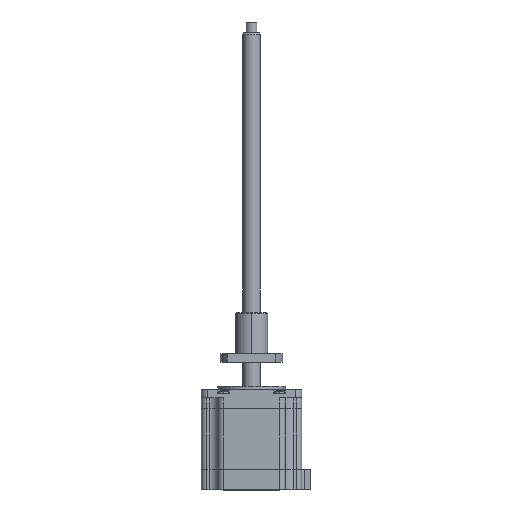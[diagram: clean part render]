
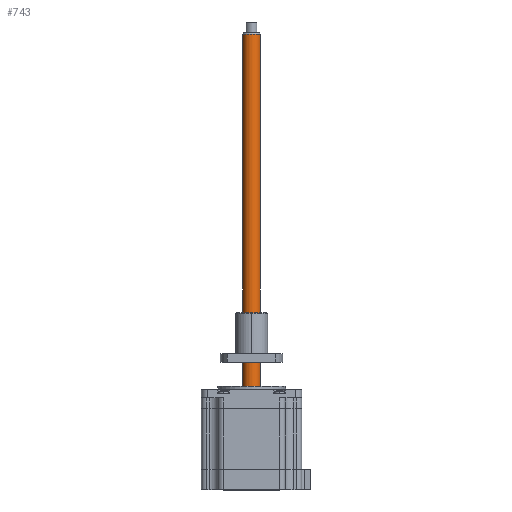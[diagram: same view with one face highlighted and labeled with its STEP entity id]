
A CAD part, top view. The second image highlights one B-rep face of the part: STEP entity #743.
In plain terms, the highlighted cylindrical face has radius 5 mm (diameter 10 mm), a partial arc.
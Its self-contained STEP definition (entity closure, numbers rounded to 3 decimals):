
#120 = AXIS2_PLACEMENT_3D ( 'NONE', #4998, #3820, #5541 ) ;
#743 = ADVANCED_FACE ( 'NONE', ( #11217 ), #10888, .T. ) ;
#925 = EDGE_CURVE ( 'NONE', #12074, #3317, #1295, .T. ) ;
#1295 = CIRCLE ( 'NONE', #6868, 5. ) ;
#1673 = EDGE_CURVE ( 'NONE', #9374, #3317, #9455, .T. ) ;
#3216 = EDGE_CURVE ( 'NONE', #4494, #12074, #4324, .T. ) ;
#3317 = VERTEX_POINT ( 'NONE', #5513 ) ;
#3361 = AXIS2_PLACEMENT_3D ( 'NONE', #5160, #12215, #6166 ) ;
#3820 = DIRECTION ( 'NONE',  ( 0., -1., 0. ) ) ;
#4094 = CARTESIAN_POINT ( 'NONE',  ( -11.379, -15.672, 63.632 ) ) ;
#4136 = DIRECTION ( 'NONE',  ( 0., -1., 0. ) ) ;
#4324 = LINE ( 'NONE', #7920, #11404 ) ;
#4437 = CARTESIAN_POINT ( 'NONE',  ( -21.379, 184.328, 63.668 ) ) ;
#4494 = VERTEX_POINT ( 'NONE', #6855 ) ;
#4841 = ORIENTED_EDGE ( 'NONE', *, *, #9357, .T. ) ;
#4998 = CARTESIAN_POINT ( 'NONE',  ( -16.379, 184.328, 63.65 ) ) ;
#5160 = CARTESIAN_POINT ( 'NONE',  ( -16.379, 183.328, 63.65 ) ) ;
#5513 = CARTESIAN_POINT ( 'NONE',  ( -21.379, -15.672, 63.668 ) ) ;
#5541 = DIRECTION ( 'NONE',  ( -1., 0., 0.004 ) ) ;
#5830 = ORIENTED_EDGE ( 'NONE', *, *, #3216, .F. ) ;
#6166 = DIRECTION ( 'NONE',  ( 1., 0., -0.004 ) ) ;
#6730 = CARTESIAN_POINT ( 'NONE',  ( -16.379, -15.672, 63.65 ) ) ;
#6769 = VECTOR ( 'NONE', #4136, 1000. ) ;
#6855 = CARTESIAN_POINT ( 'NONE',  ( -11.379, 183.328, 63.632 ) ) ;
#6868 = AXIS2_PLACEMENT_3D ( 'NONE', #6730, #11846, #11806 ) ;
#7308 = CARTESIAN_POINT ( 'NONE',  ( -21.379, 183.328, 63.668 ) ) ;
#7490 = ORIENTED_EDGE ( 'NONE', *, *, #1673, .T. ) ;
#7564 = DIRECTION ( 'NONE',  ( 0., -1., 0. ) ) ;
#7920 = CARTESIAN_POINT ( 'NONE',  ( -11.379, 184.328, 63.632 ) ) ;
#9357 = EDGE_CURVE ( 'NONE', #4494, #9374, #12727, .T. ) ;
#9374 = VERTEX_POINT ( 'NONE', #7308 ) ;
#9455 = LINE ( 'NONE', #4437, #6769 ) ;
#10651 = ORIENTED_EDGE ( 'NONE', *, *, #925, .F. ) ;
#10888 = CYLINDRICAL_SURFACE ( 'NONE', #120, 5. ) ;
#11217 = FACE_OUTER_BOUND ( 'NONE', #11425, .T. ) ;
#11404 = VECTOR ( 'NONE', #7564, 1000. ) ;
#11425 = EDGE_LOOP ( 'NONE', ( #5830, #4841, #7490, #10651 ) ) ;
#11806 = DIRECTION ( 'NONE',  ( -1., 0., 0.004 ) ) ;
#11846 = DIRECTION ( 'NONE',  ( 0., -1., 0. ) ) ;
#12074 = VERTEX_POINT ( 'NONE', #4094 ) ;
#12215 = DIRECTION ( 'NONE',  ( 0., -1., 0. ) ) ;
#12727 = CIRCLE ( 'NONE', #3361, 5. ) ;
